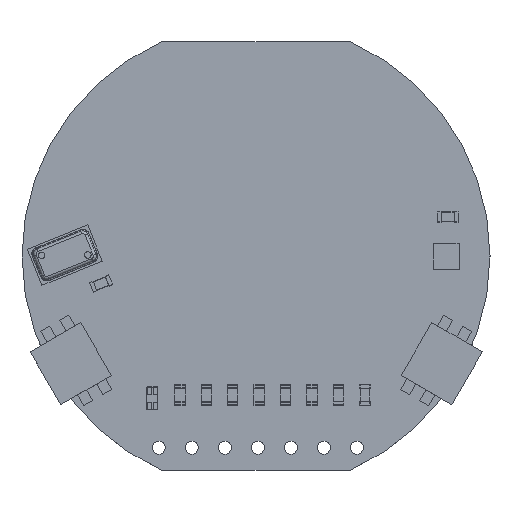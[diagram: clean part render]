
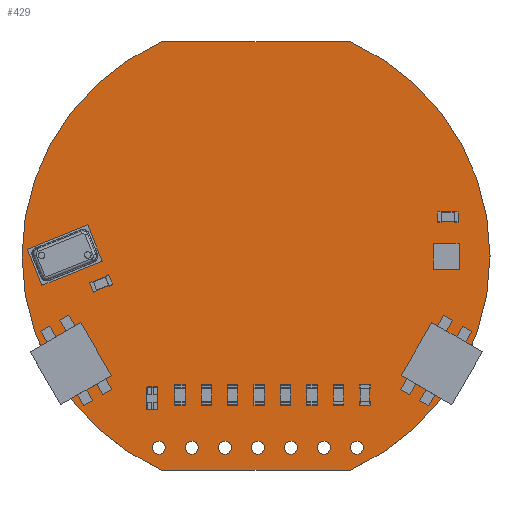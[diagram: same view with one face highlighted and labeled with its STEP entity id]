
A CAD part, top view. The second image highlights one B-rep face of the part: STEP entity #429.
In plain terms, the highlighted planar face has unit normal (0, 0, 1).
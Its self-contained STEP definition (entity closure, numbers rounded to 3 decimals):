
#75 = VERTEX_POINT('',#76);
#76 = CARTESIAN_POINT('',(114.489,-81.086,0.));
#93 = VERTEX_POINT('',#94);
#94 = CARTESIAN_POINT('',(129.007,-81.086,0.));
#100 = EDGE_CURVE('',#75,#93,#101,.T.);
#101 = LINE('',#102,#103);
#102 = CARTESIAN_POINT('',(114.489,-81.086,0.));
#103 = VECTOR('',#104,1.);
#104 = DIRECTION('',(1.,0.,0.));
#115 = VERTEX_POINT('',#116);
#116 = CARTESIAN_POINT('',(114.489,-48.133,0.));
#132 = EDGE_CURVE('',#115,#75,#133,.T.);
#133 = CIRCLE('',#134,18.004);
#134 = AXIS2_PLACEMENT_3D('',#135,#136,#137);
#135 = CARTESIAN_POINT('',(121.748,-64.609,0.));
#136 = DIRECTION('',(0.,0.,1.));
#137 = DIRECTION('',(1.,0.,0.));
#158 = VERTEX_POINT('',#159);
#159 = CARTESIAN_POINT('',(129.007,-48.133,0.));
#165 = EDGE_CURVE('',#93,#158,#166,.T.);
#166 = CIRCLE('',#167,18.004);
#167 = AXIS2_PLACEMENT_3D('',#168,#169,#170);
#168 = CARTESIAN_POINT('',(121.748,-64.609,0.));
#169 = DIRECTION('',(0.,0.,1.));
#170 = DIRECTION('',(1.,0.,0.));
#188 = EDGE_CURVE('',#158,#115,#189,.T.);
#189 = LINE('',#190,#191);
#190 = CARTESIAN_POINT('',(129.007,-48.133,0.));
#191 = VECTOR('',#192,1.);
#192 = DIRECTION('',(-1.,0.,0.));
#203 = VERTEX_POINT('',#204);
#204 = CARTESIAN_POINT('',(117.315,-79.362,0.));
#220 = EDGE_CURVE('',#203,#203,#221,.T.);
#221 = CIRCLE('',#222,0.5);
#222 = AXIS2_PLACEMENT_3D('',#223,#224,#225);
#223 = CARTESIAN_POINT('',(116.815,-79.362,0.));
#224 = DIRECTION('',(0.,0.,1.));
#225 = DIRECTION('',(1.,0.,-0.));
#236 = VERTEX_POINT('',#237);
#237 = CARTESIAN_POINT('',(114.775,-79.362,0.));
#253 = EDGE_CURVE('',#236,#236,#254,.T.);
#254 = CIRCLE('',#255,0.5);
#255 = AXIS2_PLACEMENT_3D('',#256,#257,#258);
#256 = CARTESIAN_POINT('',(114.275,-79.362,0.));
#257 = DIRECTION('',(0.,0.,1.));
#258 = DIRECTION('',(1.,0.,-0.));
#269 = VERTEX_POINT('',#270);
#270 = CARTESIAN_POINT('',(119.855,-79.362,0.));
#286 = EDGE_CURVE('',#269,#269,#287,.T.);
#287 = CIRCLE('',#288,0.5);
#288 = AXIS2_PLACEMENT_3D('',#289,#290,#291);
#289 = CARTESIAN_POINT('',(119.355,-79.362,0.));
#290 = DIRECTION('',(0.,0.,1.));
#291 = DIRECTION('',(1.,0.,-0.));
#302 = VERTEX_POINT('',#303);
#303 = CARTESIAN_POINT('',(124.935,-79.362,0.));
#319 = EDGE_CURVE('',#302,#302,#320,.T.);
#320 = CIRCLE('',#321,0.5);
#321 = AXIS2_PLACEMENT_3D('',#322,#323,#324);
#322 = CARTESIAN_POINT('',(124.435,-79.362,0.));
#323 = DIRECTION('',(0.,0.,1.));
#324 = DIRECTION('',(1.,0.,-0.));
#335 = VERTEX_POINT('',#336);
#336 = CARTESIAN_POINT('',(122.395,-79.362,0.));
#352 = EDGE_CURVE('',#335,#335,#353,.T.);
#353 = CIRCLE('',#354,0.5);
#354 = AXIS2_PLACEMENT_3D('',#355,#356,#357);
#355 = CARTESIAN_POINT('',(121.895,-79.362,0.));
#356 = DIRECTION('',(0.,0.,1.));
#357 = DIRECTION('',(1.,0.,-0.));
#368 = VERTEX_POINT('',#369);
#369 = CARTESIAN_POINT('',(130.015,-79.362,0.));
#385 = EDGE_CURVE('',#368,#368,#386,.T.);
#386 = CIRCLE('',#387,0.5);
#387 = AXIS2_PLACEMENT_3D('',#388,#389,#390);
#388 = CARTESIAN_POINT('',(129.515,-79.362,0.));
#389 = DIRECTION('',(0.,0.,1.));
#390 = DIRECTION('',(1.,0.,-0.));
#401 = VERTEX_POINT('',#402);
#402 = CARTESIAN_POINT('',(127.475,-79.362,0.));
#418 = EDGE_CURVE('',#401,#401,#419,.T.);
#419 = CIRCLE('',#420,0.5);
#420 = AXIS2_PLACEMENT_3D('',#421,#422,#423);
#421 = CARTESIAN_POINT('',(126.975,-79.362,0.));
#422 = DIRECTION('',(0.,0.,1.));
#423 = DIRECTION('',(1.,0.,-0.));
#429 = ADVANCED_FACE('',(#430,#436,#439,#442,#445,#448,#451,#454),#457,
  .T.);
#430 = FACE_BOUND('',#431,.T.);
#431 = EDGE_LOOP('',(#432,#433,#434,#435));
#432 = ORIENTED_EDGE('',*,*,#100,.T.);
#433 = ORIENTED_EDGE('',*,*,#165,.T.);
#434 = ORIENTED_EDGE('',*,*,#188,.T.);
#435 = ORIENTED_EDGE('',*,*,#132,.T.);
#436 = FACE_BOUND('',#437,.T.);
#437 = EDGE_LOOP('',(#438));
#438 = ORIENTED_EDGE('',*,*,#220,.F.);
#439 = FACE_BOUND('',#440,.T.);
#440 = EDGE_LOOP('',(#441));
#441 = ORIENTED_EDGE('',*,*,#253,.F.);
#442 = FACE_BOUND('',#443,.T.);
#443 = EDGE_LOOP('',(#444));
#444 = ORIENTED_EDGE('',*,*,#286,.F.);
#445 = FACE_BOUND('',#446,.T.);
#446 = EDGE_LOOP('',(#447));
#447 = ORIENTED_EDGE('',*,*,#319,.F.);
#448 = FACE_BOUND('',#449,.T.);
#449 = EDGE_LOOP('',(#450));
#450 = ORIENTED_EDGE('',*,*,#352,.F.);
#451 = FACE_BOUND('',#452,.T.);
#452 = EDGE_LOOP('',(#453));
#453 = ORIENTED_EDGE('',*,*,#385,.F.);
#454 = FACE_BOUND('',#455,.T.);
#455 = EDGE_LOOP('',(#456));
#456 = ORIENTED_EDGE('',*,*,#418,.F.);
#457 = PLANE('',#458);
#458 = AXIS2_PLACEMENT_3D('',#459,#460,#461);
#459 = CARTESIAN_POINT('',(121.748,-64.609,0.));
#460 = DIRECTION('',(0.,0.,1.));
#461 = DIRECTION('',(1.,0.,0.));
